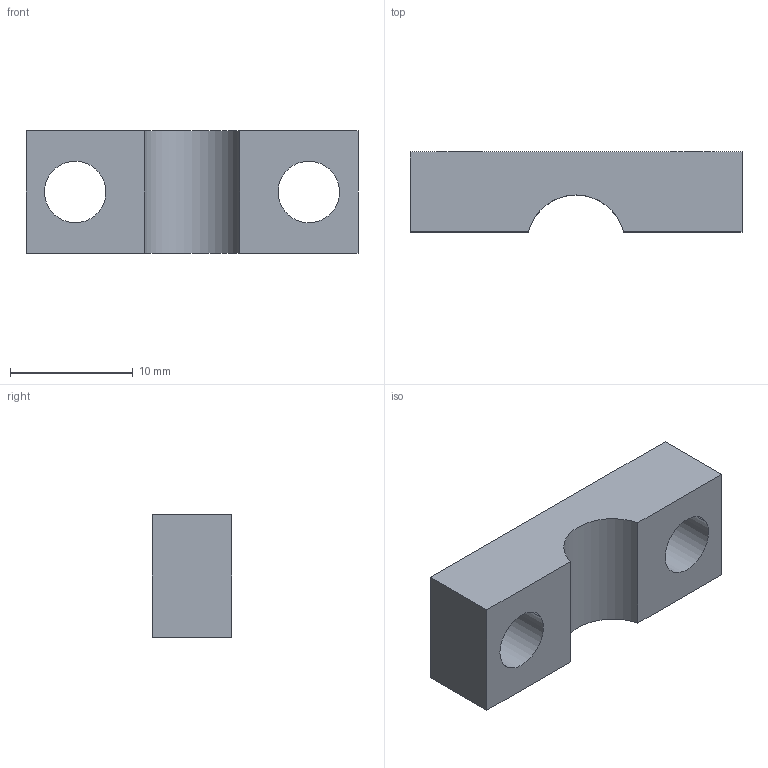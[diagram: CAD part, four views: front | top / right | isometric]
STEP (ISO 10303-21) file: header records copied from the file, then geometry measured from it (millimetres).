
FILE_DESCRIPTION(('CATIA V5 STEP Exchange'),'2;1');
FILE_NAME('capot_droit.stp','2018-06-03T13:08:05+00:00',('none'),('none'),'CATIA Version 5 Release 20 GA (IN-10)','CATIA V5 STEP AP203','none');
FILE_SCHEMA(('CONFIG_CONTROL_DESIGN'));
Length unit declared in the file: millimetre
Products named in the file (1): Capot_axe_roue_droit
Bounding box: 27 x 6.5 x 10 mm (x, y, z)
Volume: 1327.6 mm3; surface area: 1140.2 mm2
Topology: 1 solids, 1 shells, 13 faces, 33 edges, 22 vertices
Faces by surface type: plane 8, cylinder 5
Entity records: 417 total; most frequent: ORIENTED_EDGE 66, CARTESIAN_POINT 65, DIRECTION 51, EDGE_CURVE 33, VECTOR 23, LINE 23, VERTEX_POINT 22, AXIS2_PLACEMENT_3D 20
